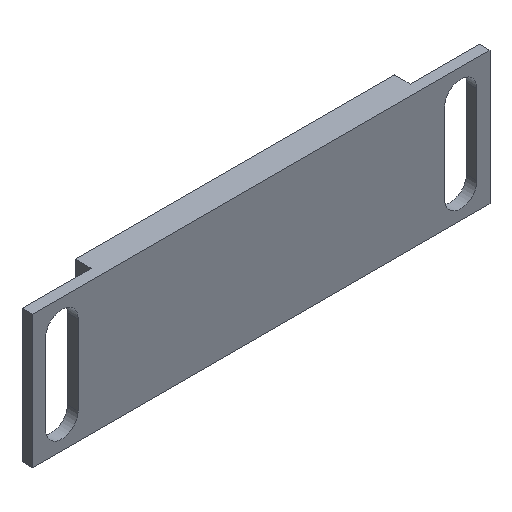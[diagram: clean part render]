
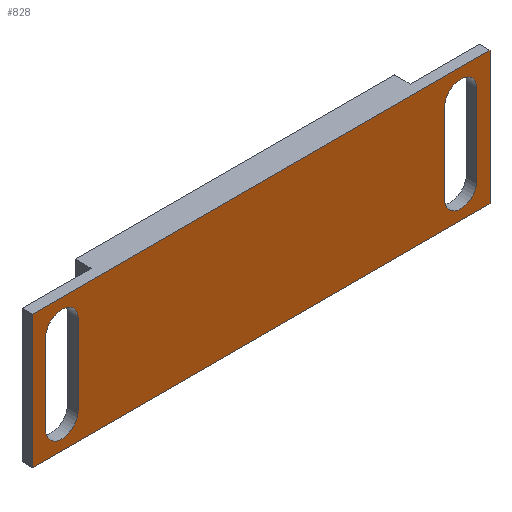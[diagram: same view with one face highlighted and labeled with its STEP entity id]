
A CAD part, isometric view. The second image highlights one B-rep face of the part: STEP entity #828.
In plain terms, the highlighted planar face has unit normal (0, -1, 0).
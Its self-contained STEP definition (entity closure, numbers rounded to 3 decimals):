
#22=PLANE('',#913);
#64=LINE('',#1283,#149);
#72=LINE('',#1297,#157);
#83=LINE('',#1341,#168);
#84=LINE('',#1342,#169);
#85=LINE('',#1344,#170);
#86=LINE('',#1347,#171);
#87=LINE('',#1349,#172);
#88=LINE('',#1352,#173);
#149=VECTOR('',#1021,1000.);
#157=VECTOR('',#1031,1000.);
#168=VECTOR('',#1070,1000.);
#169=VECTOR('',#1071,1000.);
#170=VECTOR('',#1072,1000.);
#171=VECTOR('',#1075,1000.);
#172=VECTOR('',#1076,1000.);
#173=VECTOR('',#1079,1000.);
#216=FACE_BOUND('',#281,.T.);
#217=FACE_BOUND('',#282,.T.);
#231=FACE_OUTER_BOUND('',#280,.T.);
#280=EDGE_LOOP('',(#630,#631,#632,#633));
#281=EDGE_LOOP('',(#634,#635,#636,#637));
#282=EDGE_LOOP('',(#638,#639,#640,#641));
#322=CIRCLE('',#889,3.05);
#324=CIRCLE('',#892,3.05);
#338=CIRCLE('',#914,3.05);
#339=CIRCLE('',#915,3.05);
#358=VERTEX_POINT('',#1224);
#359=VERTEX_POINT('',#1225);
#362=VERTEX_POINT('',#1233);
#363=VERTEX_POINT('',#1234);
#383=VERTEX_POINT('',#1280);
#384=VERTEX_POINT('',#1282);
#388=VERTEX_POINT('',#1294);
#389=VERTEX_POINT('',#1296);
#409=VERTEX_POINT('',#1343);
#410=VERTEX_POINT('',#1345);
#411=VERTEX_POINT('',#1348);
#412=VERTEX_POINT('',#1350);
#440=EDGE_CURVE('',#358,#359,#322,.T.);
#444=EDGE_CURVE('',#362,#363,#324,.T.);
#466=EDGE_CURVE('',#383,#384,#64,.T.);
#474=EDGE_CURVE('',#388,#389,#72,.T.);
#497=EDGE_CURVE('',#389,#383,#83,.T.);
#498=EDGE_CURVE('',#384,#388,#84,.T.);
#499=EDGE_CURVE('',#359,#409,#85,.T.);
#500=EDGE_CURVE('',#409,#410,#338,.T.);
#501=EDGE_CURVE('',#410,#358,#86,.T.);
#502=EDGE_CURVE('',#363,#411,#87,.T.);
#503=EDGE_CURVE('',#411,#412,#339,.T.);
#504=EDGE_CURVE('',#412,#362,#88,.T.);
#630=ORIENTED_EDGE('',*,*,#466,.F.);
#631=ORIENTED_EDGE('',*,*,#497,.F.);
#632=ORIENTED_EDGE('',*,*,#474,.F.);
#633=ORIENTED_EDGE('',*,*,#498,.F.);
#634=ORIENTED_EDGE('',*,*,#440,.T.);
#635=ORIENTED_EDGE('',*,*,#499,.T.);
#636=ORIENTED_EDGE('',*,*,#500,.T.);
#637=ORIENTED_EDGE('',*,*,#501,.T.);
#638=ORIENTED_EDGE('',*,*,#444,.T.);
#639=ORIENTED_EDGE('',*,*,#502,.T.);
#640=ORIENTED_EDGE('',*,*,#503,.T.);
#641=ORIENTED_EDGE('',*,*,#504,.T.);
#828=ADVANCED_FACE('',(#231,#216,#217),#22,.T.);
#889=AXIS2_PLACEMENT_3D('',#1226,#979,#980);
#892=AXIS2_PLACEMENT_3D('',#1235,#987,#988);
#913=AXIS2_PLACEMENT_3D('',#1340,#1068,#1069);
#914=AXIS2_PLACEMENT_3D('',#1346,#1073,#1074);
#915=AXIS2_PLACEMENT_3D('',#1351,#1077,#1078);
#979=DIRECTION('center_axis',(0.,1.,0.));
#980=DIRECTION('ref_axis',(0.,0.,1.));
#987=DIRECTION('center_axis',(0.,1.,0.));
#988=DIRECTION('ref_axis',(0.,0.,1.));
#1021=DIRECTION('',(1.,0.,0.));
#1031=DIRECTION('',(-1.,0.,0.));
#1068=DIRECTION('center_axis',(0.,-1.,0.));
#1069=DIRECTION('ref_axis',(0.,0.,-1.));
#1070=DIRECTION('',(0.,0.,1.));
#1071=DIRECTION('',(0.,0.,-1.));
#1072=DIRECTION('',(0.,0.,-1.));
#1073=DIRECTION('center_axis',(0.,1.,0.));
#1074=DIRECTION('ref_axis',(0.,0.,1.));
#1075=DIRECTION('',(0.,0.,1.));
#1076=DIRECTION('',(0.,0.,-1.));
#1077=DIRECTION('center_axis',(0.,1.,0.));
#1078=DIRECTION('ref_axis',(0.,0.,1.));
#1079=DIRECTION('',(0.,0.,1.));
#1224=CARTESIAN_POINT('',(-10.55,0.,-5.));
#1225=CARTESIAN_POINT('',(-4.45,0.,-5.));
#1226=CARTESIAN_POINT('Origin',(-7.5,0.,-5.));
#1233=CARTESIAN_POINT('',(64.45,0.,-5.));
#1234=CARTESIAN_POINT('',(70.55,0.,-5.));
#1235=CARTESIAN_POINT('Origin',(67.5,0.,-5.));
#1280=CARTESIAN_POINT('',(-13.,0.,0.));
#1282=CARTESIAN_POINT('',(73.,0.,0.));
#1283=CARTESIAN_POINT('',(0.,0.,0.));
#1294=CARTESIAN_POINT('',(73.,0.,-25.));
#1296=CARTESIAN_POINT('',(-13.,0.,-25.));
#1297=CARTESIAN_POINT('',(0.,0.,-25.));
#1340=CARTESIAN_POINT('Origin',(0.,0.,0.));
#1341=CARTESIAN_POINT('',(-13.,0.,-25.));
#1342=CARTESIAN_POINT('',(73.,0.,0.));
#1343=CARTESIAN_POINT('',(-4.45,0.,-20.));
#1344=CARTESIAN_POINT('',(-4.45,0.,-5.));
#1345=CARTESIAN_POINT('',(-10.55,0.,-20.));
#1346=CARTESIAN_POINT('Origin',(-7.5,0.,-20.));
#1347=CARTESIAN_POINT('',(-10.55,0.,-5.));
#1348=CARTESIAN_POINT('',(70.55,0.,-20.));
#1349=CARTESIAN_POINT('',(70.55,0.,-5.));
#1350=CARTESIAN_POINT('',(64.45,0.,-20.));
#1351=CARTESIAN_POINT('Origin',(67.5,0.,-20.));
#1352=CARTESIAN_POINT('',(64.45,0.,-5.));
